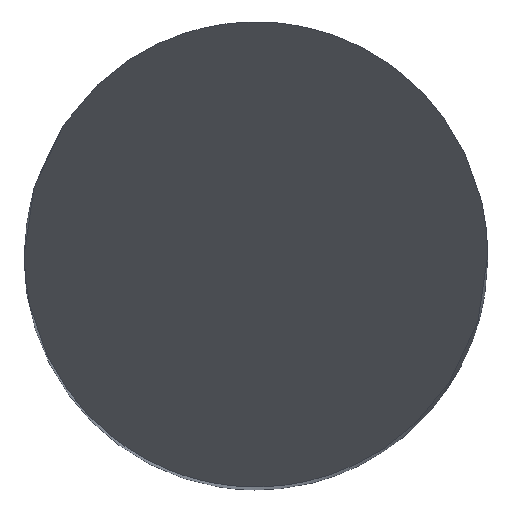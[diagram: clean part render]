
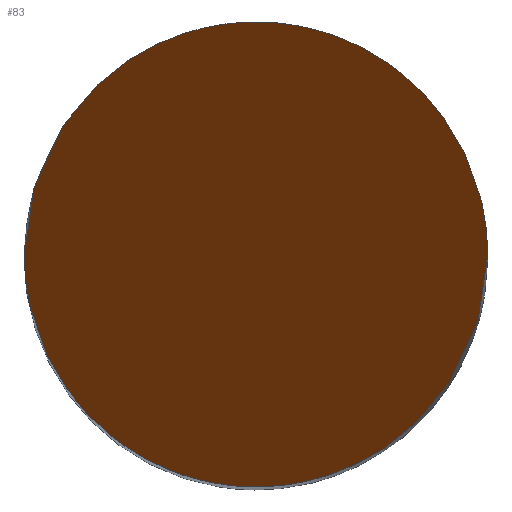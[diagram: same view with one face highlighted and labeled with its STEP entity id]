
A CAD part, top view. The second image highlights one B-rep face of the part: STEP entity #83.
In plain terms, the highlighted planar face has unit normal (0, -0.866, 0.5).
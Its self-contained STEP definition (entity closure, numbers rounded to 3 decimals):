
#61=PLANE('',#634);
#83=ADVANCED_FACE('',(#122),#61,.F.);
#122=FACE_OUTER_BOUND('',#155,.T.);
#155=EDGE_LOOP('',(#342,#343));
#342=ORIENTED_EDGE('',*,*,#527,.F.);
#343=ORIENTED_EDGE('',*,*,#515,.F.);
#458=VERTEX_POINT('',#1086);
#459=VERTEX_POINT('',#1091);
#515=EDGE_CURVE('',#458,#459,#576,.T.);
#527=EDGE_CURVE('',#459,#458,#577,.T.);
#576=(
BOUNDED_CURVE()
B_SPLINE_CURVE(3,(#1087,#1088,#1089,#1090),.UNSPECIFIED.,.F.,.F.)
B_SPLINE_CURVE_WITH_KNOTS((4,4),(0.,1.),.UNSPECIFIED.)
CURVE()
GEOMETRIC_REPRESENTATION_ITEM()
RATIONAL_B_SPLINE_CURVE((1.,0.333,0.333,1.))
REPRESENTATION_ITEM('')
);
#577=(
BOUNDED_CURVE()
B_SPLINE_CURVE(3,(#1149,#1150,#1151,#1152),.UNSPECIFIED.,.F.,.F.)
B_SPLINE_CURVE_WITH_KNOTS((4,4),(0.,1.),.UNSPECIFIED.)
CURVE()
GEOMETRIC_REPRESENTATION_ITEM()
RATIONAL_B_SPLINE_CURVE((1.,0.333,0.333,1.))
REPRESENTATION_ITEM('')
);
#634=AXIS2_PLACEMENT_3D('',#1194,#710,#711);
#710=DIRECTION('',(0.,0.866,-0.5));
#711=DIRECTION('',(0.,-0.5,-0.866));
#1086=CARTESIAN_POINT('',(-2.,0.,0.));
#1087=CARTESIAN_POINT('',(-2.,0.,0.));
#1088=CARTESIAN_POINT('',(-2.,4.,6.928));
#1089=CARTESIAN_POINT('',(2.,4.,6.928));
#1090=CARTESIAN_POINT('',(2.,0.,0.));
#1091=CARTESIAN_POINT('',(2.,0.,0.));
#1149=CARTESIAN_POINT('',(2.,0.,0.));
#1150=CARTESIAN_POINT('',(2.,-4.,-6.928));
#1151=CARTESIAN_POINT('',(-2.,-4.,-6.928));
#1152=CARTESIAN_POINT('',(-2.,0.,0.));
#1194=CARTESIAN_POINT('',(-2.,2.,3.464));
